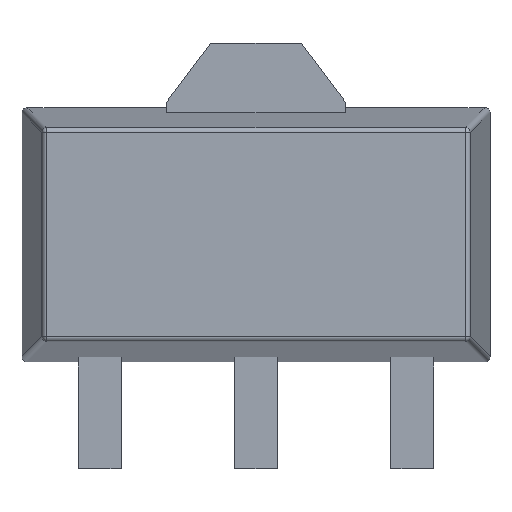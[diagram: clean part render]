
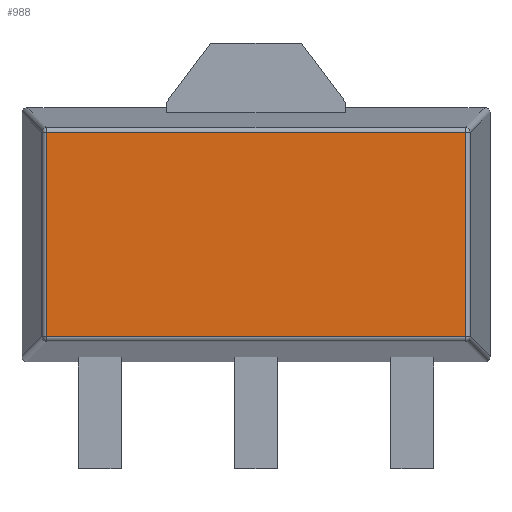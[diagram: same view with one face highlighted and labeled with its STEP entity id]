
A CAD part, top view. The second image highlights one B-rep face of the part: STEP entity #988.
In plain terms, the highlighted planar face has unit normal (0, 0, 1).
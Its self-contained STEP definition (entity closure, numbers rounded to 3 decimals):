
#124=ORIENTED_EDGE('',*,*,#311,.T.);
#125=ORIENTED_EDGE('',*,*,#312,.T.);
#126=ORIENTED_EDGE('',*,*,#313,.T.);
#127=ORIENTED_EDGE('',*,*,#314,.T.);
#311=EDGE_CURVE('',#402,#403,#473,.F.);
#312=EDGE_CURVE('',#403,#404,#474,.F.);
#313=EDGE_CURVE('',#404,#405,#475,.F.);
#314=EDGE_CURVE('',#405,#402,#476,.F.);
#402=VERTEX_POINT('',#1399);
#403=VERTEX_POINT('',#1400);
#404=VERTEX_POINT('',#1402);
#405=VERTEX_POINT('',#1404);
#473=LINE('',#1398,#559);
#474=LINE('',#1401,#560);
#475=LINE('',#1403,#561);
#476=LINE('',#1405,#562);
#559=VECTOR('',#1164,1000.);
#560=VECTOR('',#1165,1000.);
#561=VECTOR('',#1166,1000.);
#562=VECTOR('',#1167,1000.);
#598=EDGE_LOOP('',(#124,#125,#126,#127));
#638=FACE_BOUND('',#598,.T.);
#678=PLANE('',#1037);
#988=ADVANCED_FACE('',(#638),#678,.T.);
#1037=AXIS2_PLACEMENT_3D('',#1397,#1162,#1163);
#1162=DIRECTION('',(0.,0.,1.));
#1163=DIRECTION('',(1.,0.,0.));
#1164=DIRECTION('',(-1.,0.,0.));
#1165=DIRECTION('',(0.,-1.,0.));
#1166=DIRECTION('',(1.,0.,0.));
#1167=DIRECTION('',(0.,1.,0.));
#1397=CARTESIAN_POINT('',(0.,0.,1.6));
#1398=CARTESIAN_POINT('',(2.051,-0.982,1.6));
#1399=CARTESIAN_POINT('',(-2.009,-0.982,1.6));
#1400=CARTESIAN_POINT('',(2.009,-0.982,1.6));
#1401=CARTESIAN_POINT('',(2.009,1.024,1.6));
#1402=CARTESIAN_POINT('',(2.009,0.982,1.6));
#1403=CARTESIAN_POINT('',(-2.051,0.982,1.6));
#1404=CARTESIAN_POINT('',(-2.009,0.982,1.6));
#1405=CARTESIAN_POINT('',(-2.009,-1.024,1.6));
